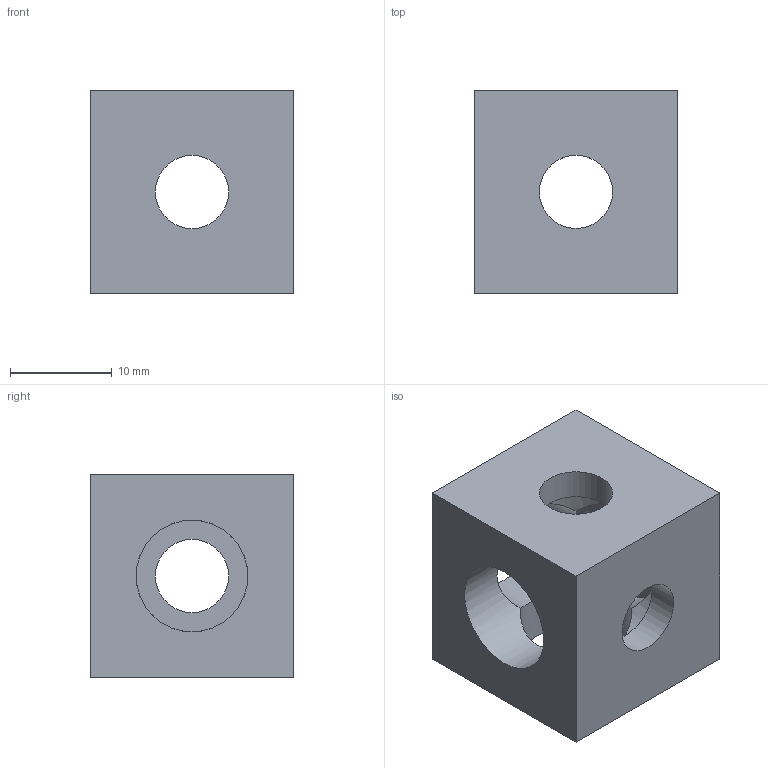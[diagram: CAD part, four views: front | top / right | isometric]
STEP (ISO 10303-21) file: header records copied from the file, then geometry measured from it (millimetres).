
FILE_DESCRIPTION(/* description */ ('','CAx-IF Rec.Pracs.---Representation and Presentation of Product Manufacturing Information (PMI)---4.0---2014-10-13'),/* implementation_level */ '2;1');
FILE_NAME(/* name */ 'A183.stp',/* time_stamp */ '2019-03-25T13:52:41+03:00',/* author */ ('maste'),/* organization */ (''),/* preprocessor_version */ 'ST-DEVELOPER v17',/* originating_system */ 'Autodesk Inventor 2018',/* authorisation */ '');
FILE_SCHEMA (('AP242_MANAGED_MODEL_BASED_3D_ENGINEERING_MIM_LF { 1 0 10303 442 1 1 4 }'));
Length unit declared in the file: millimetre
Products named in the file (1): A183
Bounding box: 20 x 20 x 20 mm (x, y, z)
Volume: 4669.2 mm3; surface area: 3095 mm2
Topology: 1 solids, 1 shells, 18 faces, 50 edges, 33 vertices
Faces by surface type: cylinder 9, plane 9
Full cylindrical faces by diameter (mm): 7.2 x3, 11 x6
Entity records: 775 total; most frequent: DIRECTION 151, CARTESIAN_POINT 127, ORIENTED_EDGE 100, AXIS2_PLACEMENT_3D 69, EDGE_CURVE 50, VERTEX_POINT 33, EDGE_LOOP 27, LINE 21
